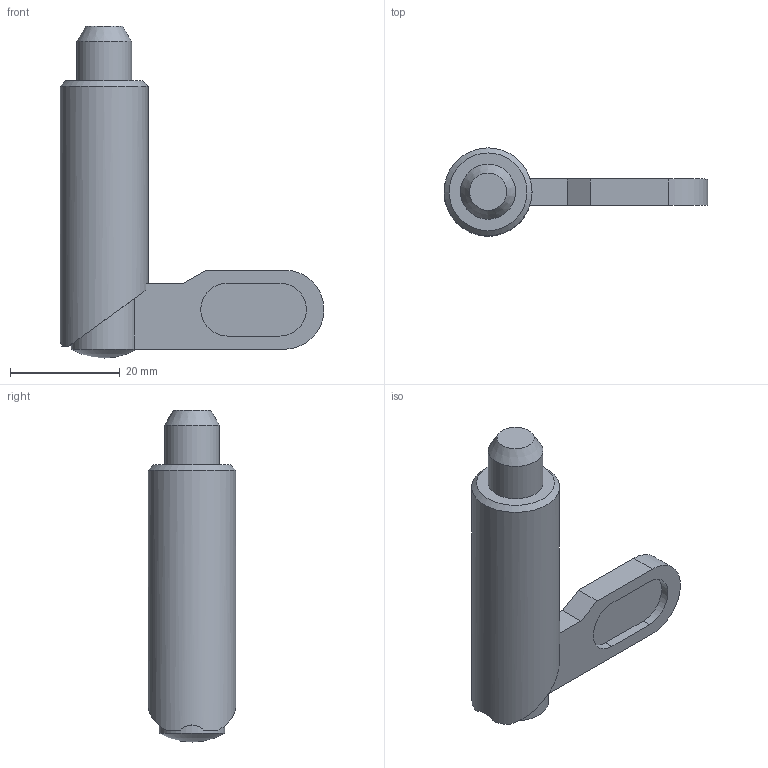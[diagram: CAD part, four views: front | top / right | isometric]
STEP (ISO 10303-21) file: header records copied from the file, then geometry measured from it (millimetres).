
FILE_DESCRIPTION( ( 'STEP AP214' ), '1' );
FILE_NAME( 'K0348.061016160.4.stp', '2020-12-03T14:02:37', ( '' ), ( '' ), ' ', 'PARTsolutions', ' ' );
FILE_SCHEMA( ( 'AUTOMOTIVE_DESIGN { 1 0 10303 214 1 1 1 1 }' ) );
Length unit declared in the file: millimetre
Products named in the file (3): K0348.061016160.4; _K0348_16_M 16 x 1,5_huelse; _10_16_Griff
Assembly tree (2 placements, depth 2):
  K0348.061016160.4
    _K0348_16_M 16 x 1,5_huelse
    _10_16_Griff
Bounding box: 48 x 16 x 60.4 mm (x, y, z)
Volume: 10103.6 mm3; surface area: 7076 mm2
Topology: 2 solids, 2 shells, 38 faces, 86 edges, 56 vertices
Faces by surface type: plane 21, cylinder 14, cone 2, sphere 1
Full cylindrical faces by diameter (mm): 6 x2, 10 x2, 13 x1, 16 x1
Entity records: 1428 total; most frequent: CARTESIAN_POINT 245, DIRECTION 186, ORIENTED_EDGE 146, AXIS2_PLACEMENT_3D 76, EDGE_CURVE 73, EDGE_LOOP 53, VERTEX_POINT 53, FACE_OUTER_BOUND 44
